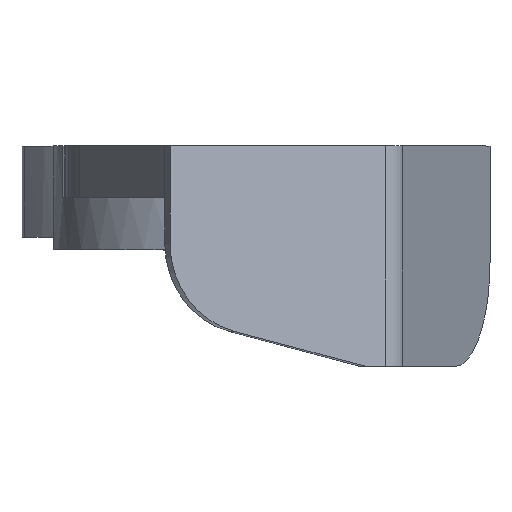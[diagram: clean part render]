
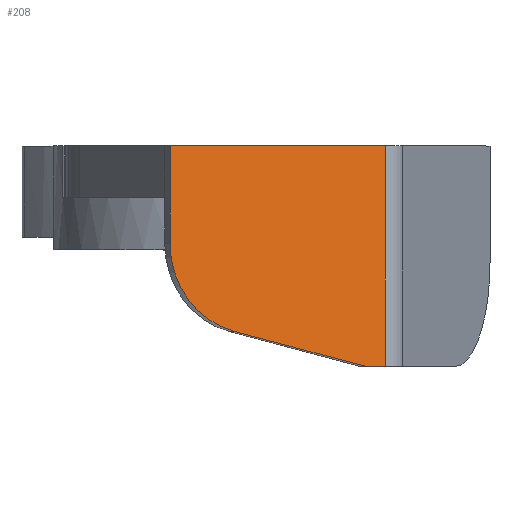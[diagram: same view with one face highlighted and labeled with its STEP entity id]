
A CAD part, top view. The second image highlights one B-rep face of the part: STEP entity #208.
In plain terms, the highlighted planar face has unit normal (0.342, 0, 0.94).
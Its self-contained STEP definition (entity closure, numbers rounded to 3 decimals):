
#166=CIRCLE('',#1005,7.);
#208=ADVANCED_FACE('',(#279),#250,.T.);
#250=PLANE('',#1006);
#279=FACE_OUTER_BOUND('',#332,.T.);
#332=EDGE_LOOP('',(#462,#463,#464,#465,#466,#467));
#462=ORIENTED_EDGE('',*,*,#756,.T.);
#463=ORIENTED_EDGE('',*,*,#757,.T.);
#464=ORIENTED_EDGE('',*,*,#736,.F.);
#465=ORIENTED_EDGE('',*,*,#755,.F.);
#466=ORIENTED_EDGE('',*,*,#758,.T.);
#467=ORIENTED_EDGE('',*,*,#759,.T.);
#642=VERTEX_POINT('',#1399);
#643=VERTEX_POINT('',#1401);
#657=VERTEX_POINT('',#1440);
#658=VERTEX_POINT('',#1444);
#659=VERTEX_POINT('',#1445);
#660=VERTEX_POINT('',#1448);
#736=EDGE_CURVE('',#642,#643,#845,.T.);
#755=EDGE_CURVE('',#657,#642,#856,.T.);
#756=EDGE_CURVE('',#658,#659,#857,.T.);
#757=EDGE_CURVE('',#659,#643,#858,.T.);
#758=EDGE_CURVE('',#657,#660,#166,.T.);
#759=EDGE_CURVE('',#660,#658,#859,.T.);
#845=LINE('',#1400,#919);
#856=LINE('',#1441,#930);
#857=LINE('',#1443,#931);
#858=LINE('',#1446,#932);
#859=LINE('',#1449,#933);
#919=VECTOR('',#1131,1.);
#930=VECTOR('',#1172,1.);
#931=VECTOR('',#1175,1.);
#932=VECTOR('',#1176,1.);
#933=VECTOR('',#1179,1.);
#1005=AXIS2_PLACEMENT_3D('',#1447,#1177,#1178);
#1006=AXIS2_PLACEMENT_3D('',#1450,#1180,#1181);
#1131=DIRECTION('',(0.94,0.,-0.342));
#1172=DIRECTION('',(0.,1.,0.));
#1175=DIRECTION('',(0.94,0.,-0.342));
#1176=DIRECTION('',(0.,1.,0.));
#1177=DIRECTION('',(0.342,0.,0.94));
#1178=DIRECTION('',(0.94,0.,-0.342));
#1179=DIRECTION('',(0.912,-0.243,-0.332));
#1180=DIRECTION('',(0.342,0.,0.94));
#1181=DIRECTION('',(0.94,0.,-0.342));
#1399=CARTESIAN_POINT('',(-3.52,0.,19.32));
#1400=CARTESIAN_POINT('',(-3.52,0.,19.32));
#1401=CARTESIAN_POINT('',(13.057,0.,13.287));
#1440=CARTESIAN_POINT('',(-3.52,-7.535,19.32));
#1441=CARTESIAN_POINT('',(-3.52,-17.,19.32));
#1443=CARTESIAN_POINT('',(-3.52,-17.,19.32));
#1444=CARTESIAN_POINT('',(11.515,-17.,13.848));
#1445=CARTESIAN_POINT('',(13.057,-17.,13.287));
#1446=CARTESIAN_POINT('',(13.057,-17.,13.287));
#1447=CARTESIAN_POINT('',(3.058,-7.535,16.926));
#1448=CARTESIAN_POINT('',(1.463,-14.326,17.507));
#1449=CARTESIAN_POINT('',(-2.635,-13.235,18.999));
#1450=CARTESIAN_POINT('',(-3.52,-17.,19.32));
